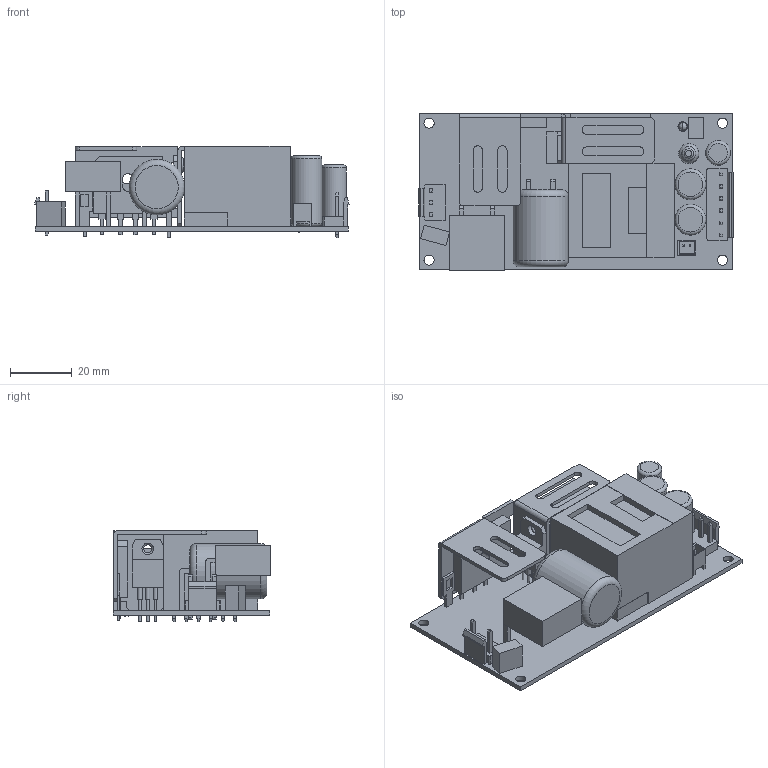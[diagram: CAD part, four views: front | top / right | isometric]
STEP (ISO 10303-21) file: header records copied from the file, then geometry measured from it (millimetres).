
FILE_DESCRIPTION((''),'2;1');
FILE_NAME('EPP-200.stp','2020-09-07T15:23:25',('shirley'),(''),'Autodesk Inventor 2010','Autodesk Inventor 2010','');
FILE_SCHEMA(('AUTOMOTIVE_DESIGN { 1 0 10303 214 1 1 1 1 }'));
Length unit declared in the file: millimetre
Products named in the file (25): EPP-200; PCB; JS-1120-03N2; CN1; PIN_CPY; PIN_CPY_CPY; JS-1120-06; USER_LIBRARY-B5P-VH_PINVH; USER_LIBRARY-B5P-VH_B5P-BODY_WH; C110; HS1; p2; pin.1.2.1; C105; t1; VR; L100; C5; C1; FS2; LED; P110I; BD1; Q1; T2
Assembly tree (30 placements, depth 3):
  EPP-200
    PCB
    JS-1120-03N2
      CN1
      PIN_CPY
      PIN_CPY_CPY
    JS-1120-06
      USER_LIBRARY-B5P-VH_PINVH  x6
      USER_LIBRARY-B5P-VH_B5P-BODY_WH
    C110
    HS1
      p2
      pin.1.2.1
    C105  x2
    t1
    VR
    L100
    C5
    C1
    FS2
    LED
    P110I
    BD1
    Q1
    T2
Bounding box: 102.04 x 51.05 x 29.8 mm (x, y, z)
Volume: 64304.9 mm3; surface area: 34453.4 mm2
Topology: 28 solids, 28 shells, 523 faces, 1418 edges, 1103 vertices
Faces by surface type: plane 435, cylinder 58, bspline 18, torus 11, cone 1
Full cylindrical faces by diameter (mm): 0.927 x3, 1.5 x3, 2.5 x1, 2.65 x1, 2.8 x1, 3 x1, 3.11 x1, 3.3 x4, 3.4 x1, 3.7 x1, 4.09 x1, 4.5 x1, 6.5 x1, 8 x1, 10 x2, 18 x1
Entity records: 16855 total; most frequent: CARTESIAN_POINT 4044, DIRECTION 2351, ORIENTED_EDGE 2164, EDGE_CURVE 1082, VECTOR 1035, LINE 1035, VERTEX_POINT 729, AXIS2_PLACEMENT_3D 658
